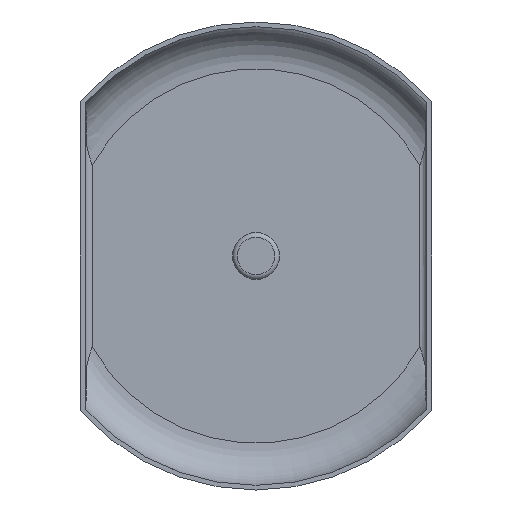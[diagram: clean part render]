
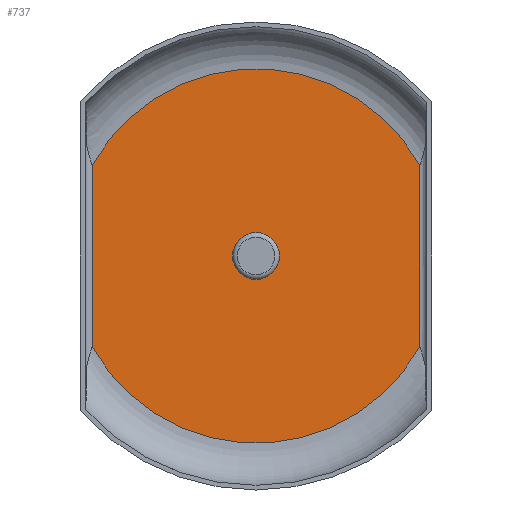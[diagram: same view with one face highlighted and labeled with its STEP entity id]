
A CAD part, front view. The second image highlights one B-rep face of the part: STEP entity #737.
In plain terms, the highlighted planar face has unit normal (0, -1, 0).
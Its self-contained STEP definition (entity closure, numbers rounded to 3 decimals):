
#76=PLANE('',#823);
#108=FACE_OUTER_BOUND('',#158,.T.);
#158=EDGE_LOOP('',(#579,#580,#581,#582));
#201=LINE('',#1415,#234);
#203=LINE('',#1440,#236);
#234=VECTOR('',#963,10.);
#236=VECTOR('',#971,10.);
#274=CIRCLE('',#819,8.);
#275=CIRCLE('',#822,8.);
#334=VERTEX_POINT('',#1407);
#335=VERTEX_POINT('',#1414);
#336=VERTEX_POINT('',#1423);
#337=VERTEX_POINT('',#1433);
#420=EDGE_CURVE('',#335,#334,#201,.T.);
#423=EDGE_CURVE('',#334,#336,#274,.T.);
#426=EDGE_CURVE('',#336,#337,#203,.T.);
#427=EDGE_CURVE('',#337,#335,#275,.T.);
#579=ORIENTED_EDGE('',*,*,#427,.T.);
#580=ORIENTED_EDGE('',*,*,#420,.T.);
#581=ORIENTED_EDGE('',*,*,#423,.T.);
#582=ORIENTED_EDGE('',*,*,#426,.T.);
#737=ADVANCED_FACE('',(#108),#76,.F.);
#819=AXIS2_PLACEMENT_3D('',#1430,#966,#967);
#822=AXIS2_PLACEMENT_3D('',#1442,#974,#975);
#823=AXIS2_PLACEMENT_3D('',#1443,#976,#977);
#963=DIRECTION('',(0.,0.,-1.));
#966=DIRECTION('center_axis',(0.,-1.,0.));
#967=DIRECTION('ref_axis',(0.,0.,-1.));
#971=DIRECTION('',(0.,0.,1.));
#974=DIRECTION('center_axis',(0.,-1.,0.));
#975=DIRECTION('ref_axis',(0.,0.,1.));
#976=DIRECTION('center_axis',(0.,1.,0.));
#977=DIRECTION('ref_axis',(1.,0.,0.));
#1407=CARTESIAN_POINT('',(-7.,-0.2,-3.873));
#1414=CARTESIAN_POINT('',(-7.,-0.2,3.873));
#1415=CARTESIAN_POINT('',(-7.,-0.2,3.307));
#1423=CARTESIAN_POINT('',(7.,-0.2,-3.873));
#1430=CARTESIAN_POINT('Origin',(0.,-0.2,0.));
#1433=CARTESIAN_POINT('',(7.,-0.2,3.873));
#1440=CARTESIAN_POINT('',(7.,-0.2,-3.307));
#1442=CARTESIAN_POINT('Origin',(0.,-0.2,0.));
#1443=CARTESIAN_POINT('Origin',(0.,-0.2,0.));
